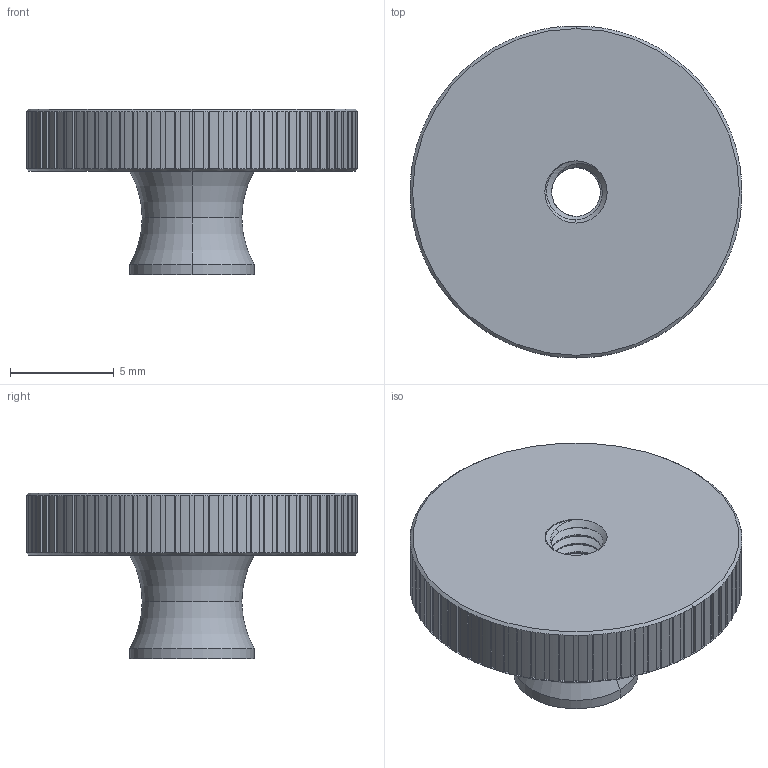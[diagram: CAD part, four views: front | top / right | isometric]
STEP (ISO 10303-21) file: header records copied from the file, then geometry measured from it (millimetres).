
FILE_DESCRIPTION(/* description */ (''),/* implementation_level */ '2;1');
FILE_NAME(/* name */ 'M3 thumbnut_v1.step',/* time_stamp */ '2023-01-15T11:59:42-08:00',/* author */ (''),/* organization */ (''),/* preprocessor_version */ 'ST-DEVELOPER v19.2',/* originating_system */ 'Autodesk Translation Framework v11.17.0.187',/* authorisation */ '');
FILE_SCHEMA (('AUTOMOTIVE_DESIGN { 1 0 10303 214 3 1 1 }'));
Length unit declared in the file: millimetre
Products named in the file (2): M3 thumbnut; 96445A310_Flanged Knurled-Head Thumb Nut
Assembly tree (1 placements, depth 2):
  M3 thumbnut
    96445A310_Flanged Knurled-Head Thumb Nut
Bounding box: 16 x 16 x 8 mm (x, y, z)
Volume: 661.5 mm3; surface area: 778.3 mm2
Topology: 1 solids, 1 shells, 517 faces, 1244 edges, 730 vertices
Faces by surface type: plane 291, cylinder 210, cone 10, torus 4, bspline 2
Entity records: 16400 total; most frequent: CARTESIAN_POINT 4455, DIRECTION 2608, ORIENTED_EDGE 2488, EDGE_CURVE 1244, AXIS2_PLACEMENT_3D 980, VERTEX_POINT 730, LINE 648, VECTOR 648
